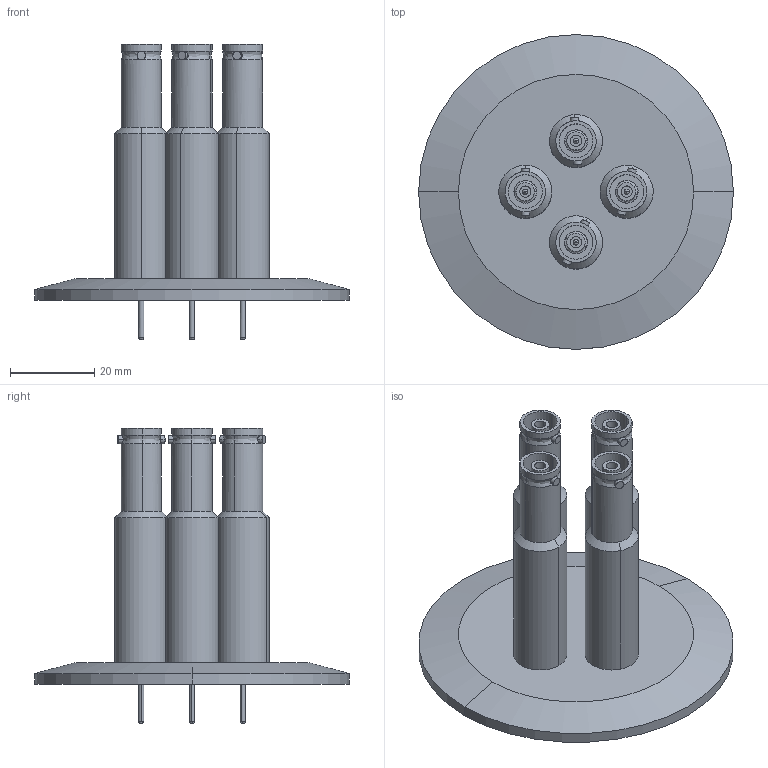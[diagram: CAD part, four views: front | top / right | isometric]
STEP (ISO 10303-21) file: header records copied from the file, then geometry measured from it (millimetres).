
FILE_DESCRIPTION (( 'STEP AP203' ), '1' );
FILE_NAME ('A1602-5-QF.STEP', '2013-08-29T12:24:55', ( '' ), ( '' ), 'SwSTEP 2.0', 'SolidWorks 2012', '' );
FILE_SCHEMA (( 'CONFIG_CONTROL_DESIGN' ));
Length unit declared in the file: inch
Products named in the file (1): A1602-5-QF
Bounding box: 74.93 x 74.93 x 70.38 mm (x, y, z)
Volume: 29736.6 mm3; surface area: 32414.7 mm2
Topology: 1 solids, 9 shells, 344 faces, 782 edges, 510 vertices
Faces by surface type: cylinder 174, plane 80, bspline 56, cone 34
Entity records: 11103 total; most frequent: CARTESIAN_POINT 3117, DIRECTION 1806, ORIENTED_EDGE 1564, AXIS2_PLACEMENT_3D 799, EDGE_CURVE 782, VERTEX_POINT 510, CIRCLE 510, EDGE_LOOP 414
